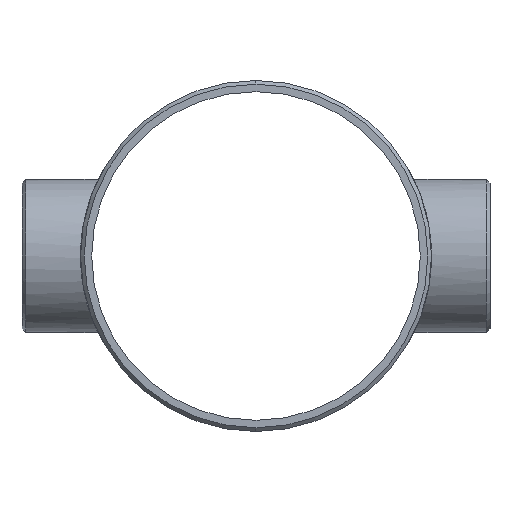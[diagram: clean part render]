
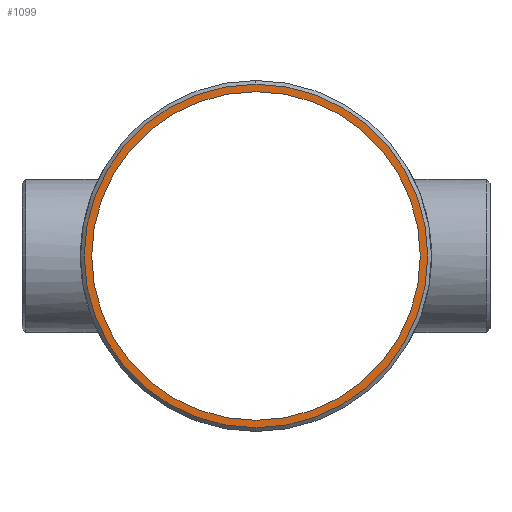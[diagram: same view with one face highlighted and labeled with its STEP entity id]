
A CAD part, left-side view. The second image highlights one B-rep face of the part: STEP entity #1099.
In plain terms, the highlighted planar face has unit normal (-1, 0, 0).
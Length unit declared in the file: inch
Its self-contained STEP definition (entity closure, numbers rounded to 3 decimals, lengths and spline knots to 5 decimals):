
#38 = EDGE_LOOP ( 'NONE', ( #309, #979 ) ) ;
#56 = EDGE_CURVE ( 'NONE', #645, #172, #382, .T. ) ;
#88 = CARTESIAN_POINT ( 'NONE',  ( -10., 0., -5.969 ) ) ;
#96 = DIRECTION ( 'NONE',  ( 0., 0., 1. ) ) ;
#98 = VERTEX_POINT ( 'NONE', #88 ) ;
#124 = AXIS2_PLACEMENT_3D ( 'NONE', #1037, #1227, #825 ) ;
#172 = VERTEX_POINT ( 'NONE', #1120 ) ;
#201 = EDGE_CURVE ( 'NONE', #172, #645, #297, .T. ) ;
#231 = DIRECTION ( 'NONE',  ( 0., 0., 1. ) ) ;
#251 = CARTESIAN_POINT ( 'NONE',  ( -10., 0., 6.23967 ) ) ;
#272 = DIRECTION ( 'NONE',  ( 0., 0., -1. ) ) ;
#297 = CIRCLE ( 'NONE', #1117, 6.23967 ) ;
#309 = ORIENTED_EDGE ( 'NONE', *, *, #602, .T. ) ;
#321 = ORIENTED_EDGE ( 'NONE', *, *, #56, .T. ) ;
#335 = AXIS2_PLACEMENT_3D ( 'NONE', #629, #924, #231 ) ;
#382 = CIRCLE ( 'NONE', #1116, 6.23967 ) ;
#502 = CIRCLE ( 'NONE', #335, 5.969 ) ;
#570 = CARTESIAN_POINT ( 'NONE',  ( -10., 0., 0. ) ) ;
#602 = EDGE_CURVE ( 'NONE', #1185, #98, #646, .T. ) ;
#606 = DIRECTION ( 'NONE',  ( -1., 0., 0. ) ) ;
#629 = CARTESIAN_POINT ( 'NONE',  ( -10., 0., 0. ) ) ;
#645 = VERTEX_POINT ( 'NONE', #251 ) ;
#646 = CIRCLE ( 'NONE', #124, 5.969 ) ;
#667 = ORIENTED_EDGE ( 'NONE', *, *, #201, .T. ) ;
#715 = CARTESIAN_POINT ( 'NONE',  ( -10., 0., 0. ) ) ;
#770 = FACE_OUTER_BOUND ( 'NONE', #994, .T. ) ;
#788 = DIRECTION ( 'NONE',  ( -1., 0., 0. ) ) ;
#811 = EDGE_CURVE ( 'NONE', #98, #1185, #502, .T. ) ;
#825 = DIRECTION ( 'NONE',  ( 0., 0., 1. ) ) ;
#924 = DIRECTION ( 'NONE',  ( 1., 0., 0. ) ) ;
#979 = ORIENTED_EDGE ( 'NONE', *, *, #811, .T. ) ;
#994 = EDGE_LOOP ( 'NONE', ( #667, #321 ) ) ;
#997 = FACE_BOUND ( 'NONE', #38, .T. ) ;
#1037 = CARTESIAN_POINT ( 'NONE',  ( -10., 0., 0. ) ) ;
#1053 = AXIS2_PLACEMENT_3D ( 'NONE', #570, #788, #272 ) ;
#1099 = ADVANCED_FACE ( 'NONE', ( #770, #997 ), #1180, .T. ) ;
#1112 = CARTESIAN_POINT ( 'NONE',  ( -10., 0., 0. ) ) ;
#1116 = AXIS2_PLACEMENT_3D ( 'NONE', #715, #1129, #1136 ) ;
#1117 = AXIS2_PLACEMENT_3D ( 'NONE', #1112, #606, #96 ) ;
#1120 = CARTESIAN_POINT ( 'NONE',  ( -10., 0., -6.23967 ) ) ;
#1124 = CARTESIAN_POINT ( 'NONE',  ( -10., 0., 5.969 ) ) ;
#1129 = DIRECTION ( 'NONE',  ( -1., 0., 0. ) ) ;
#1136 = DIRECTION ( 'NONE',  ( 0., 0., 1. ) ) ;
#1180 = PLANE ( 'NONE',  #1053 ) ;
#1185 = VERTEX_POINT ( 'NONE', #1124 ) ;
#1227 = DIRECTION ( 'NONE',  ( 1., 0., 0. ) ) ;
